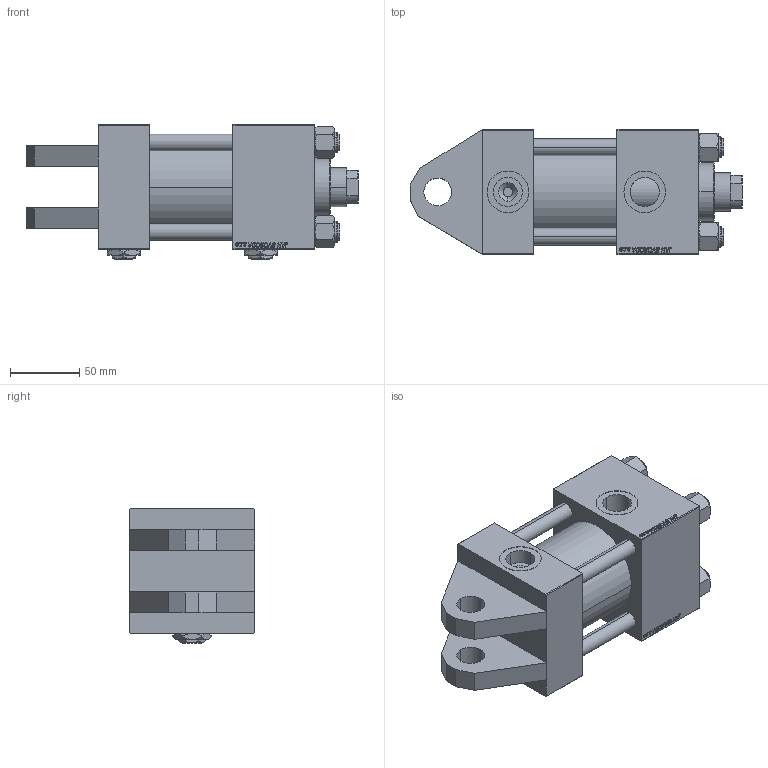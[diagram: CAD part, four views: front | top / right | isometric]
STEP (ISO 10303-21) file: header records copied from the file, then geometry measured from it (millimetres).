
FILE_DESCRIPTION (( 'STEP AP203' ), '1' );
FILE_NAME ('94aa.STEP', '2023-08-22T18:22:41', ( '' ), ( '' ), 'SwSTEP 2.0', 'SolidWorks 2019', '' );
FILE_SCHEMA (( 'CONFIG_CONTROL_DESIGN' ));
Length unit declared in the file: millimetre
Products named in the file (7): Zatka_pro_OIL_PORT e552e9345859ba9ab10403d01c3c4f85; V215CR_TYCINKA_H e552e9345859ba9ab10403d01c3c4f85; V215CR_H_Body e552e9345859ba9ab10403d01c3c4f85; 94aa; V215CR_VCP_H e552e9345859ba9ab10403d01c3c4f85; V215_VC_A e552e9345859ba9ab10403d01c3c4f85; NUT_M5_H e552e9345859ba9ab10403d01c3c4f85
Assembly tree (13 placements, depth 2):
  94aa
    V215CR_H_Body e552e9345859ba9ab10403d01c3c4f85
    V215CR_VCP_H e552e9345859ba9ab10403d01c3c4f85
    V215CR_TYCINKA_H e552e9345859ba9ab10403d01c3c4f85  x4
    NUT_M5_H e552e9345859ba9ab10403d01c3c4f85  x4
    V215_VC_A e552e9345859ba9ab10403d01c3c4f85
    Zatka_pro_OIL_PORT e552e9345859ba9ab10403d01c3c4f85  x2
Bounding box: 239 x 90 x 97 mm (x, y, z)
Volume: 1033106.2 mm3; surface area: 201962.4 mm2
Topology: 13 solids, 13 shells, 1230 faces, 3074 edges, 1983 vertices
Faces by surface type: plane 566, bspline 392, cone 170, cylinder 94, torus 8
Entity records: 51819 total; most frequent: CARTESIAN_POINT 27674, ORIENTED_EDGE 5448, DIRECTION 3470, EDGE_CURVE 2724, VERTEX_POINT 1781, VECTOR 1620, LINE 1620, EDGE_LOOP 1199
